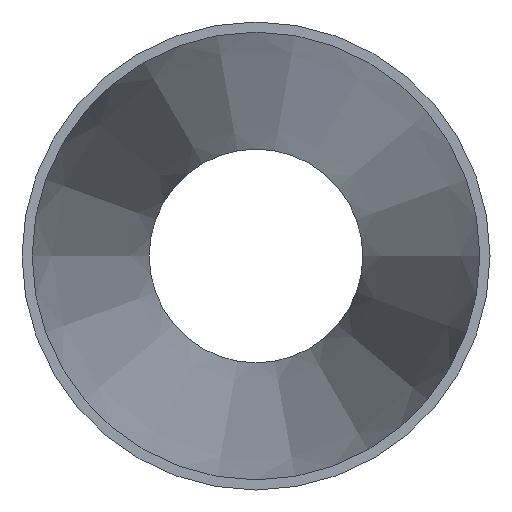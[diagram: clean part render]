
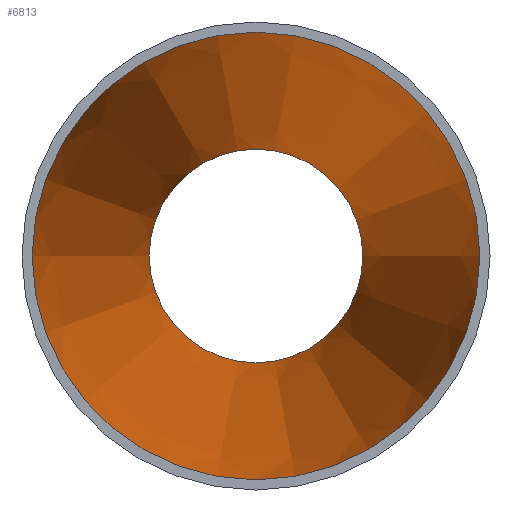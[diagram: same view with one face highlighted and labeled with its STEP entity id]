
A CAD part, left-side view. The second image highlights one B-rep face of the part: STEP entity #6813.
In plain terms, the highlighted conical face has half-angle 7.125 degrees and reference radius 26.924 mm.
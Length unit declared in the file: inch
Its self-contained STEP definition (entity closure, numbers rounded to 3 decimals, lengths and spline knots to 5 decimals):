
#89=FACE_BOUND('',#1210,.T.);
#797=FACE_OUTER_BOUND('',#1209,.T.);
#1209=EDGE_LOOP('',(#6374));
#1210=EDGE_LOOP('',(#6375));
#2284=CIRCLE('',#7157,0.685);
#2285=CIRCLE('',#7159,1.435);
#3338=VERTEX_POINT('',#15167);
#3339=VERTEX_POINT('',#15170);
#4351=EDGE_CURVE('',#3338,#3338,#2284,.T.);
#4352=EDGE_CURVE('',#3339,#3339,#2285,.T.);
#6374=ORIENTED_EDGE('',*,*,#4352,.F.);
#6375=ORIENTED_EDGE('',*,*,#4351,.T.);
#6412=CONICAL_SURFACE('',#7164,1.06,7.125);
#6813=ADVANCED_FACE('',(#797,#89),#6412,.F.);
#7157=AXIS2_PLACEMENT_3D('',#15168,#8317,#8318);
#7159=AXIS2_PLACEMENT_3D('',#15171,#8321,#8322);
#7164=AXIS2_PLACEMENT_3D('',#15178,#8331,#8332);
#8317=DIRECTION('center_axis',(1.,0.,0.));
#8318=DIRECTION('ref_axis',(0.,-1.,0.));
#8321=DIRECTION('center_axis',(1.,0.,0.));
#8322=DIRECTION('ref_axis',(0.,-1.,0.));
#8331=DIRECTION('center_axis',(-1.,0.,0.));
#8332=DIRECTION('ref_axis',(0.,-1.,0.));
#15167=CARTESIAN_POINT('',(6.,-0.685,0.));
#15168=CARTESIAN_POINT('Origin',(6.,0.,0.));
#15170=CARTESIAN_POINT('',(0.,-1.435,0.));
#15171=CARTESIAN_POINT('Origin',(0.,0.,0.));
#15178=CARTESIAN_POINT('Origin',(3.,0.,0.));
